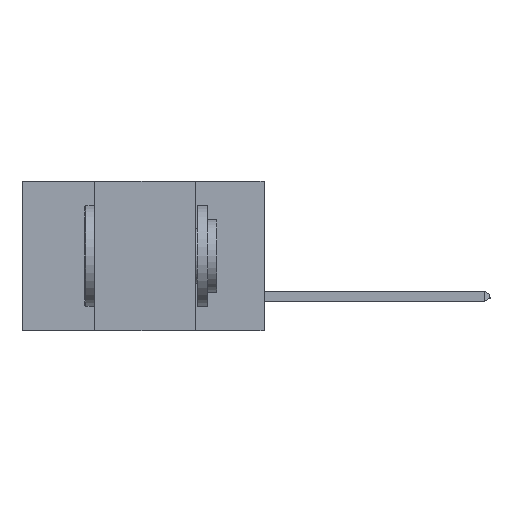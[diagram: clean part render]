
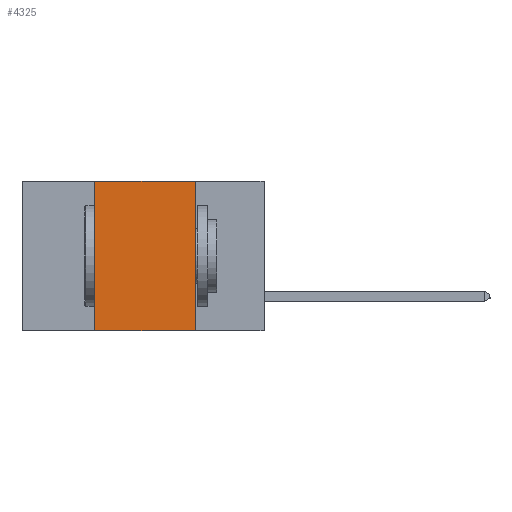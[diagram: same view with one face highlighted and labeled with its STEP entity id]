
A CAD part, left-side view. The second image highlights one B-rep face of the part: STEP entity #4325.
In plain terms, the highlighted planar face has unit normal (-1, 0, 0).
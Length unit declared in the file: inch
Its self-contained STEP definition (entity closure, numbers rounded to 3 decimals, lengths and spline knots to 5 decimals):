
#202 = ORIENTED_EDGE ( 'NONE', *, *, #11463, .F. ) ;
#684 = LINE ( 'NONE', #15448, #15272 ) ;
#1132 = ORIENTED_EDGE ( 'NONE', *, *, #7945, .F. ) ;
#1450 = VECTOR ( 'NONE', #8450, 39.37008 ) ;
#1650 = CARTESIAN_POINT ( 'NONE',  ( 0., 0.42, -0.37 ) ) ;
#1735 = DIRECTION ( 'NONE',  ( 0., 0., 1. ) ) ;
#2007 = CARTESIAN_POINT ( 'NONE',  ( 0., 0.42, 0. ) ) ;
#2050 = VERTEX_POINT ( 'NONE', #19729 ) ;
#2697 = VECTOR ( 'NONE', #11926, 39.37008 ) ;
#2707 = EDGE_CURVE ( 'NONE', #19957, #15404, #684, .T. ) ;
#2717 = FACE_OUTER_BOUND ( 'NONE', #6448, .T. ) ;
#3210 = PLANE ( 'NONE',  #12280 ) ;
#4325 = ADVANCED_FACE ( 'NONE', ( #2717 ), #3210, .F. ) ;
#5378 = CARTESIAN_POINT ( 'NONE',  ( 0., 0.6, 0. ) ) ;
#6302 = VERTEX_POINT ( 'NONE', #14848 ) ;
#6448 = EDGE_LOOP ( 'NONE', ( #12310, #202, #1132, #20670 ) ) ;
#6459 = DIRECTION ( 'NONE',  ( 1., 0., 0. ) ) ;
#6526 = LINE ( 'NONE', #6567, #1450 ) ;
#6537 = DIRECTION ( 'NONE',  ( 0., 0., -1. ) ) ;
#6567 = CARTESIAN_POINT ( 'NONE',  ( 0., 0.6, 0. ) ) ;
#7945 = EDGE_CURVE ( 'NONE', #19957, #6302, #24574, .T. ) ;
#8450 = DIRECTION ( 'NONE',  ( 0., -1., 0. ) ) ;
#9319 = VECTOR ( 'NONE', #1735, 39.37008 ) ;
#10006 = CARTESIAN_POINT ( 'NONE',  ( 0., 0.17, 0. ) ) ;
#11463 = EDGE_CURVE ( 'NONE', #6302, #2050, #6526, .T. ) ;
#11926 = DIRECTION ( 'NONE',  ( 0., 0., -1. ) ) ;
#12280 = AXIS2_PLACEMENT_3D ( 'NONE', #5378, #6459, #6537 ) ;
#12310 = ORIENTED_EDGE ( 'NONE', *, *, #15354, .F. ) ;
#14848 = CARTESIAN_POINT ( 'NONE',  ( 0., 0.42, 0. ) ) ;
#15272 = VECTOR ( 'NONE', #15645, 39.37008 ) ;
#15354 = EDGE_CURVE ( 'NONE', #2050, #15404, #23555, .T. ) ;
#15404 = VERTEX_POINT ( 'NONE', #23467 ) ;
#15448 = CARTESIAN_POINT ( 'NONE',  ( 0., 0.6, -0.37 ) ) ;
#15645 = DIRECTION ( 'NONE',  ( 0., -1., 0. ) ) ;
#19729 = CARTESIAN_POINT ( 'NONE',  ( 0., 0.17, 0. ) ) ;
#19957 = VERTEX_POINT ( 'NONE', #1650 ) ;
#20670 = ORIENTED_EDGE ( 'NONE', *, *, #2707, .T. ) ;
#23467 = CARTESIAN_POINT ( 'NONE',  ( 0., 0.17, -0.37 ) ) ;
#23555 = LINE ( 'NONE', #10006, #2697 ) ;
#24574 = LINE ( 'NONE', #2007, #9319 ) ;
